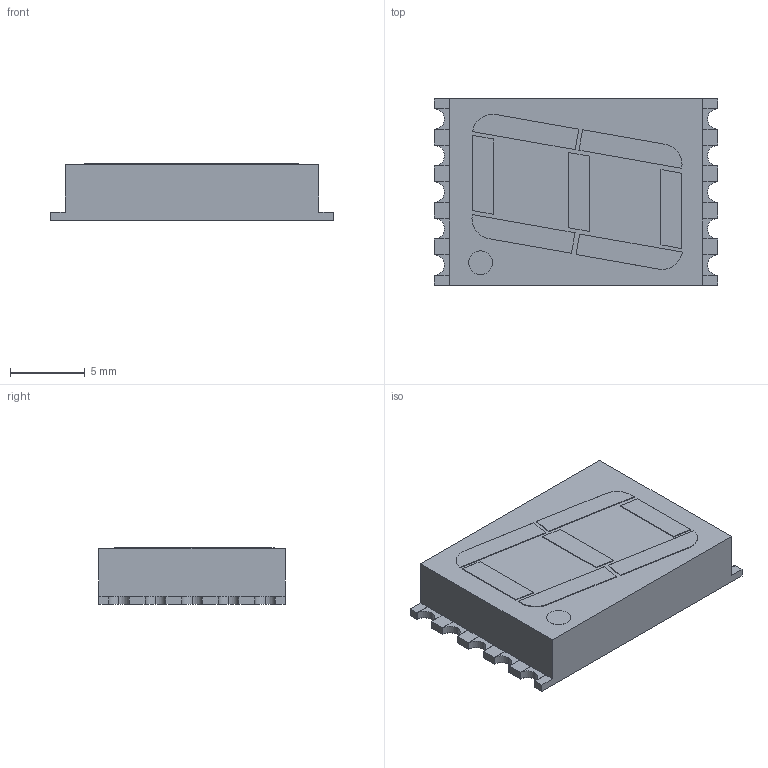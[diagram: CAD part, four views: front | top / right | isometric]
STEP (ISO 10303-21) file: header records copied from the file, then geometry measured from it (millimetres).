
FILE_DESCRIPTION(('FreeCAD Model'),'2;1');
FILE_NAME('7SEGMENT-LED__HDSM531_HDSM533_SMD.step','2018-11-10T08:46:21',('kicad StepUp'),( 'ksu MCAD'),'Open CASCADE STEP processor 7.1','FreeCAD','Unknown');
FILE_SCHEMA(('AUTOMOTIVE_DESIGN { 1 0 10303 214 1 1 1 1 }'));
Length unit declared in the file: millimetre
Products named in the file (1): 7SEGMENT-LED__HDSM531_HDSM533_SMD
Bounding box: 19 x 12.5 x 3.8 mm (x, y, z)
Volume: 809.6 mm3; surface area: 693.8 mm2
Topology: 1 solids, 1 shells, 177 faces, 471 edges, 304 vertices
Faces by surface type: plane 152, cylinder 25
Full cylindrical faces by diameter (mm): 1.6 x1
Entity records: 6668 total; most frequent: CARTESIAN_POINT 953, ORIENTED_EDGE 942, DIRECTION 897, EDGE_CURVE 471, LINE 401, VECTOR 401, VERTEX_POINT 304, AXIS2_PLACEMENT_3D 248
